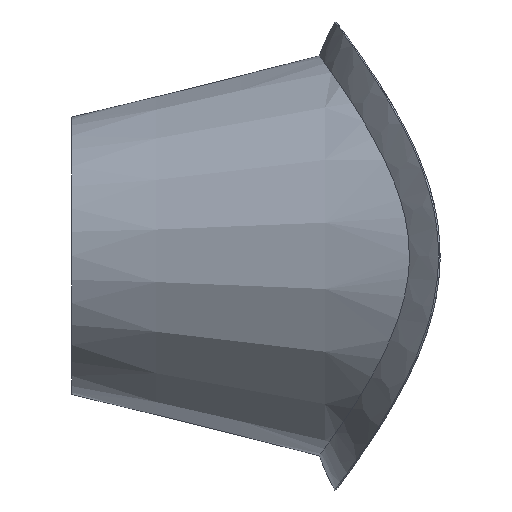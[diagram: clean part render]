
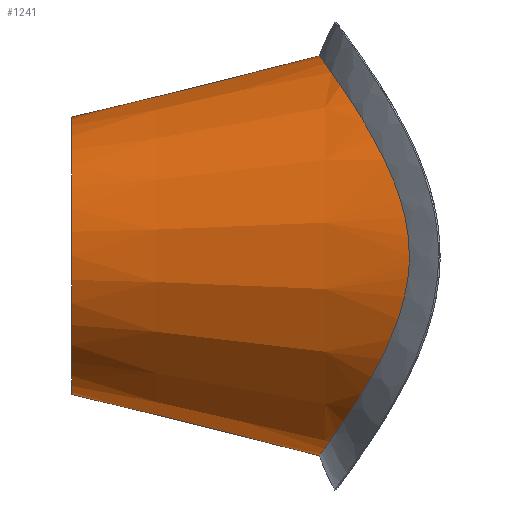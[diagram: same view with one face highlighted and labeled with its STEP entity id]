
A CAD part, left-side view. The second image highlights one B-rep face of the part: STEP entity #1241.
In plain terms, the highlighted conical face has half-angle 13.948 degrees and reference radius 35.922 mm.
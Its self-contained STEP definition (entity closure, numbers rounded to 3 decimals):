
#301=CARTESIAN_POINT('',(-44.095,45.867,0.));
#302=VERTEX_POINT('',#301);
#303=CARTESIAN_POINT('',(44.095,45.867,0.007));
#304=VERTEX_POINT('',#303);
#305=CARTESIAN_POINT('',(-44.095,45.866,0.));
#306=CARTESIAN_POINT('',(-44.095,45.866,1.718));
#307=CARTESIAN_POINT('',(-43.963,45.999,3.432));
#308=CARTESIAN_POINT('',(-43.187,46.75,8.422));
#309=CARTESIAN_POINT('',(-42.216,47.673,11.519));
#310=CARTESIAN_POINT('',(-38.992,50.421,18.628));
#311=CARTESIAN_POINT('',(-36.314,52.475,22.462));
#312=CARTESIAN_POINT('',(-29.126,56.873,29.921));
#313=CARTESIAN_POINT('',(-24.219,59.231,33.357));
#314=CARTESIAN_POINT('',(-13.96,62.37,37.829));
#315=CARTESIAN_POINT('',(-8.87,63.322,39.121));
#316=CARTESIAN_POINT('',(1.399,63.896,39.905));
#317=CARTESIAN_POINT('',(6.349,63.587,39.49));
#318=CARTESIAN_POINT('',(16.069,61.868,37.113));
#319=CARTESIAN_POINT('',(20.667,60.448,35.135));
#320=CARTESIAN_POINT('',(29.518,56.709,29.562));
#321=CARTESIAN_POINT('',(33.629,54.261,25.748));
#322=CARTESIAN_POINT('',(38.986,50.431,18.414));
#323=CARTESIAN_POINT('',(40.795,48.916,15.107));
#324=CARTESIAN_POINT('',(42.702,47.205,9.761));
#325=CARTESIAN_POINT('',(43.206,46.729,7.911));
#326=CARTESIAN_POINT('',(43.909,46.053,4.032));
#327=CARTESIAN_POINT('',(44.095,45.867,2.036));
#328=CARTESIAN_POINT('',(44.095,45.867,0.007));
#329=B_SPLINE_CURVE_WITH_KNOTS('',3,(#305,#306,#307,#308,#309,#310,#311,#312,#313,#314,#315,#316,#317,#318,#319,#320,#321,#322,#323,#324,#325,#326,#327,#328),.UNSPECIFIED.,.F.,.U.,(4,2,2,2,2,2,2,2,2,2,2,4),(13.626,14.156,15.167,16.659,18.529,20.113,21.596,23.131,24.898,26.094,26.69,27.303),.UNSPECIFIED.);
#330=EDGE_CURVE('',#302,#304,#329,.T.);
#332=CARTESIAN_POINT('',(44.095,45.867,0.0));
#333=VERTEX_POINT('',#332);
#334=CARTESIAN_POINT('',(44.095,45.867,0.));
#335=CARTESIAN_POINT('',(44.095,45.867,-3.062));
#336=CARTESIAN_POINT('',(43.675,46.291,-6.032));
#337=CARTESIAN_POINT('',(41.914,47.931,-12.514));
#338=CARTESIAN_POINT('',(40.375,49.297,-15.89));
#339=CARTESIAN_POINT('',(35.623,52.942,-23.501));
#340=CARTESIAN_POINT('',(31.852,55.408,-27.506));
#341=CARTESIAN_POINT('',(23.032,59.617,-33.963));
#342=CARTESIAN_POINT('',(18.,61.386,-36.439));
#343=CARTESIAN_POINT('',(7.648,63.452,-39.308));
#344=CARTESIAN_POINT('',(2.581,63.871,-39.87));
#345=CARTESIAN_POINT('',(-7.585,63.468,-39.32));
#346=CARTESIAN_POINT('',(-12.471,62.669,-38.239));
#347=CARTESIAN_POINT('',(-21.889,60.06,-34.552));
#348=CARTESIAN_POINT('',(-26.279,58.215,-31.894));
#349=CARTESIAN_POINT('',(-34.478,53.813,-24.879));
#350=CARTESIAN_POINT('',(-38.121,51.134,-20.268));
#351=CARTESIAN_POINT('',(-42.166,47.731,-11.778));
#352=CARTESIAN_POINT('',(-43.295,46.648,-8.214));
#353=CARTESIAN_POINT('',(-43.998,45.964,-2.944));
#354=CARTESIAN_POINT('',(-44.095,45.866,-1.471));
#355=CARTESIAN_POINT('',(-44.095,45.866,0.));
#356=B_SPLINE_CURVE_WITH_KNOTS('',3,(#334,#335,#336,#337,#338,#339,#340,#341,#342,#343,#344,#345,#346,#347,#348,#349,#350,#351,#352,#353,#354,#355),.UNSPECIFIED.,.F.,.U.,(4,2,2,2,2,2,2,2,2,2,4),(0.0,0.919,2.079,3.826,5.545,7.061,8.558,10.149,12.01,13.172,13.626),.UNSPECIFIED.);
#357=EDGE_CURVE('',#333,#302,#356,.T.);
#1209=CARTESIAN_POINT('',(0.0,78.777,0.0));
#1210=DIRECTION('',(0.0,-1.0,0.0));
#1211=DIRECTION('',(1.0,0.0,0.0));
#1212=AXIS2_PLACEMENT_3D('',#1209,#1210,#1211);
#1213=CONICAL_SURFACE('',#1212,35.922,13.948);
#1214=ORIENTED_EDGE('',*,*,#330,.T.);
#1215=CARTESIAN_POINT('',(27.485,112.746,0.005));
#1216=VERTEX_POINT('',#1215);
#1217=CARTESIAN_POINT('',(44.095,45.867,0.008));
#1218=DIRECTION('',(-0.241,0.971,0.));
#1219=VECTOR('',#1218,68.911);
#1220=LINE('',#1217,#1219);
#1221=EDGE_CURVE('',#304,#1216,#1220,.T.);
#1222=ORIENTED_EDGE('',*,*,#1221,.T.);
#1223=CARTESIAN_POINT('',(27.485,112.746,0.0));
#1224=VERTEX_POINT('',#1223);
#1225=CARTESIAN_POINT('',(0.0,112.746,0.0));
#1226=DIRECTION('',(0.0,1.0,0.0));
#1227=DIRECTION('',(1.0,0.0,0.0));
#1228=AXIS2_PLACEMENT_3D('',#1225,#1226,#1227);
#1229=CIRCLE('',#1228,27.485);
#1230=EDGE_CURVE('',#1224,#1216,#1229,.T.);
#1231=ORIENTED_EDGE('',*,*,#1230,.F.);
#1232=CARTESIAN_POINT('',(44.095,45.867,0.0));
#1233=DIRECTION('',(-0.241,0.971,0.0));
#1234=VECTOR('',#1233,68.911);
#1235=LINE('',#1232,#1234);
#1236=EDGE_CURVE('',#333,#1224,#1235,.T.);
#1237=ORIENTED_EDGE('',*,*,#1236,.F.);
#1238=ORIENTED_EDGE('',*,*,#357,.T.);
#1239=EDGE_LOOP('',(#1214,#1222,#1231,#1237,#1238));
#1240=FACE_OUTER_BOUND('',#1239,.T.);
#1241=ADVANCED_FACE('',(#1240),#1213,.T.);
